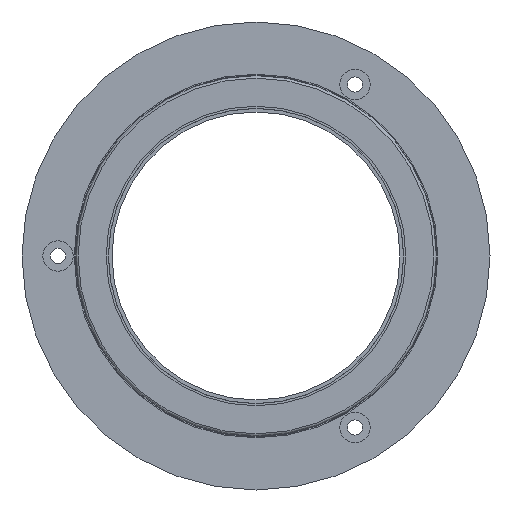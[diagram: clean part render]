
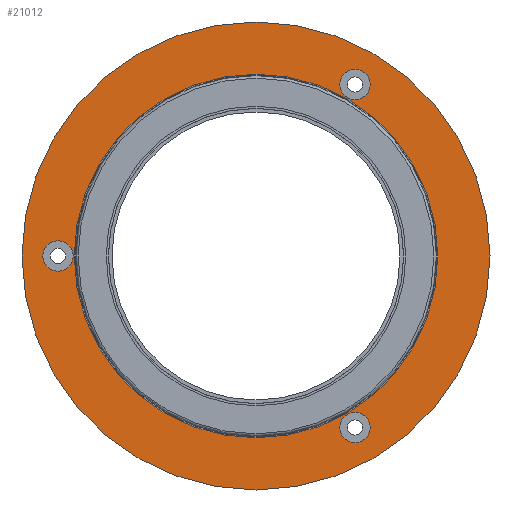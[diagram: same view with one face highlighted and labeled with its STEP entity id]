
A CAD part, left-side view. The second image highlights one B-rep face of the part: STEP entity #21012.
In plain terms, the highlighted planar face has unit normal (-1, 0, 0).
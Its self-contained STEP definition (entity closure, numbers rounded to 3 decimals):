
#229 = EDGE_CURVE ( 'NONE', #74853, #74853, #4030, .T. ) ;
#2134 = EDGE_CURVE ( 'NONE', #24647, #24647, #88390, .T. ) ;
#2821 = CARTESIAN_POINT ( 'NONE',  ( 2.8, 0., 0. ) ) ;
#4030 = CIRCLE ( 'NONE', #86417, 2.1 ) ;
#4999 = DIRECTION ( 'NONE',  ( 0., 1., 0. ) ) ;
#6756 = VERTEX_POINT ( 'NONE', #55627 ) ;
#12010 = AXIS2_PLACEMENT_3D ( 'NONE', #58509, #23254, #43498 ) ;
#14639 = ORIENTED_EDGE ( 'NONE', *, *, #2134, .T. ) ;
#15834 = ORIENTED_EDGE ( 'NONE', *, *, #34160, .T. ) ;
#16718 = FACE_BOUND ( 'NONE', #28665, .T. ) ;
#17565 = EDGE_LOOP ( 'NONE', ( #14639 ) ) ;
#18631 = CARTESIAN_POINT ( 'NONE',  ( 2.8, 0., 0. ) ) ;
#21012 = ADVANCED_FACE ( 'NONE', ( #16718, #29857, #81428, #38289, #80055 ), #73479, .T. ) ;
#22073 = DIRECTION ( 'NONE',  ( 0., 1., 0. ) ) ;
#23254 = DIRECTION ( 'NONE',  ( -1., 0., 0. ) ) ;
#23931 = AXIS2_PLACEMENT_3D ( 'NONE', #76347, #26606, #89999 ) ;
#24647 = VERTEX_POINT ( 'NONE', #39684 ) ;
#26074 = EDGE_LOOP ( 'NONE', ( #74607 ) ) ;
#26351 = CIRCLE ( 'NONE', #63873, 32.5 ) ;
#26606 = DIRECTION ( 'NONE',  ( 1., 0., 0. ) ) ;
#28525 = AXIS2_PLACEMENT_3D ( 'NONE', #64586, #86605, #79574 ) ;
#28665 = EDGE_LOOP ( 'NONE', ( #44328 ) ) ;
#29857 = FACE_BOUND ( 'NONE', #26074, .T. ) ;
#33093 = CARTESIAN_POINT ( 'NONE',  ( 2.8, 29.6, 0. ) ) ;
#33207 = EDGE_CURVE ( 'NONE', #54224, #54224, #68978, .T. ) ;
#34160 = EDGE_CURVE ( 'NONE', #73931, #73931, #58398, .T. ) ;
#38289 = FACE_BOUND ( 'NONE', #17565, .T. ) ;
#39317 = ORIENTED_EDGE ( 'NONE', *, *, #81162, .F. ) ;
#39684 = CARTESIAN_POINT ( 'NONE',  ( 2.8, 22.5, 0. ) ) ;
#40451 = AXIS2_PLACEMENT_3D ( 'NONE', #18631, #82448, #4999 ) ;
#43498 = DIRECTION ( 'NONE',  ( 0., -1., 0. ) ) ;
#44328 = ORIENTED_EDGE ( 'NONE', *, *, #33207, .T. ) ;
#45334 = CARTESIAN_POINT ( 'NONE',  ( 2.8, -11.65, -23.816 ) ) ;
#45749 = DIRECTION ( 'NONE',  ( 1., 0., 0. ) ) ;
#46218 = DIRECTION ( 'NONE',  ( 0., 1., 0. ) ) ;
#54224 = VERTEX_POINT ( 'NONE', #33093 ) ;
#55627 = CARTESIAN_POINT ( 'NONE',  ( 2.8, 32.5, 0. ) ) ;
#57781 = DIRECTION ( 'NONE',  ( 1., 0., 0. ) ) ;
#58398 = CIRCLE ( 'NONE', #23931, 2.1 ) ;
#58509 = CARTESIAN_POINT ( 'NONE',  ( 2.8, 22.5, 0. ) ) ;
#61748 = CARTESIAN_POINT ( 'NONE',  ( 2.8, -11.65, 23.816 ) ) ;
#63664 = EDGE_LOOP ( 'NONE', ( #39317 ) ) ;
#63873 = AXIS2_PLACEMENT_3D ( 'NONE', #2821, #57781, #22073 ) ;
#64586 = CARTESIAN_POINT ( 'NONE',  ( 2.8, 27.5, 0. ) ) ;
#68978 = CIRCLE ( 'NONE', #28525, 2.1 ) ;
#72295 = EDGE_LOOP ( 'NONE', ( #15834 ) ) ;
#73479 = PLANE ( 'NONE',  #12010 ) ;
#73931 = VERTEX_POINT ( 'NONE', #61748 ) ;
#74607 = ORIENTED_EDGE ( 'NONE', *, *, #229, .T. ) ;
#74853 = VERTEX_POINT ( 'NONE', #45334 ) ;
#76347 = CARTESIAN_POINT ( 'NONE',  ( 2.8, -13.75, 23.816 ) ) ;
#79574 = DIRECTION ( 'NONE',  ( 0., 1., 0. ) ) ;
#80055 = FACE_OUTER_BOUND ( 'NONE', #63664, .T. ) ;
#81162 = EDGE_CURVE ( 'NONE', #6756, #6756, #26351, .T. ) ;
#81428 = FACE_BOUND ( 'NONE', #72295, .T. ) ;
#81848 = CARTESIAN_POINT ( 'NONE',  ( 2.8, -13.75, -23.816 ) ) ;
#82448 = DIRECTION ( 'NONE',  ( 1., 0., 0. ) ) ;
#86417 = AXIS2_PLACEMENT_3D ( 'NONE', #81848, #45749, #46218 ) ;
#86605 = DIRECTION ( 'NONE',  ( 1., 0., 0. ) ) ;
#88390 = CIRCLE ( 'NONE', #40451, 22.5 ) ;
#89999 = DIRECTION ( 'NONE',  ( 0., 1., 0. ) ) ;
